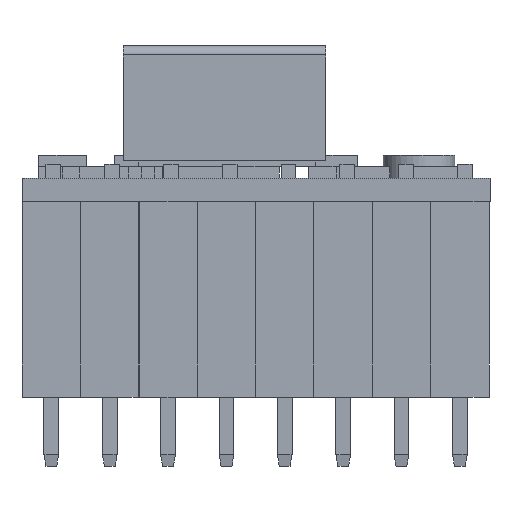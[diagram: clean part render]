
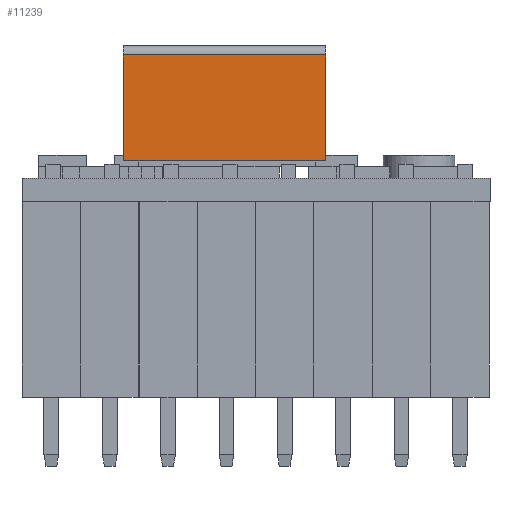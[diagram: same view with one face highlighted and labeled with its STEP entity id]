
A CAD part, front view. The second image highlights one B-rep face of the part: STEP entity #11239.
In plain terms, the highlighted planar face has unit normal (0, -1, 0).
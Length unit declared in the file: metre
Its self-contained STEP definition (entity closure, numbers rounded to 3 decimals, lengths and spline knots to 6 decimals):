
#911=FACE_OUTER_BOUND('',#1616,.T.);
#1616=EDGE_LOOP('',(#8696,#8697,#8698,#8699));
#2594=LINE('',#16678,#4027);
#2597=LINE('',#16688,#4030);
#2615=LINE('',#16739,#4048);
#2616=LINE('',#16741,#4049);
#4027=VECTOR('',#13676,0.001);
#4030=VECTOR('',#13685,0.001);
#4048=VECTOR('',#13721,0.001);
#4049=VECTOR('',#13724,0.001);
#5305=VERTEX_POINT('',#16675);
#5306=VERTEX_POINT('',#16677);
#5307=VERTEX_POINT('',#16681);
#5310=VERTEX_POINT('',#16686);
#6476=EDGE_CURVE('',#5306,#5305,#2594,.F.);
#6481=EDGE_CURVE('',#5310,#5307,#2597,.T.);
#6507=EDGE_CURVE('',#5306,#5310,#2615,.T.);
#6508=EDGE_CURVE('',#5305,#5307,#2616,.T.);
#8696=ORIENTED_EDGE('',*,*,#6481,.F.);
#8697=ORIENTED_EDGE('',*,*,#6507,.F.);
#8698=ORIENTED_EDGE('',*,*,#6476,.T.);
#8699=ORIENTED_EDGE('',*,*,#6508,.T.);
#10591=PLANE('',#12035);
#11239=ADVANCED_FACE('',(#911),#10591,.F.);
#12035=AXIS2_PLACEMENT_3D('',#16793,#13761,#13762);
#13676=DIRECTION('',(-1.,0.,0.));
#13685=DIRECTION('',(1.,0.,0.));
#13721=DIRECTION('',(0.,0.,1.));
#13724=DIRECTION('',(0.,0.,1.));
#13761=DIRECTION('center_axis',(0.,1.,0.));
#13762=DIRECTION('ref_axis',(-1.,0.,0.));
#16675=CARTESIAN_POINT('',(0.022885,-0.037834,0.011479));
#16677=CARTESIAN_POINT('',(0.014085,-0.037834,0.011479));
#16678=CARTESIAN_POINT('',(0.018485,-0.037834,0.011479));
#16681=CARTESIAN_POINT('',(0.022885,-0.037834,0.016079));
#16686=CARTESIAN_POINT('',(0.014085,-0.037834,0.016079));
#16688=CARTESIAN_POINT('',(0.018485,-0.037834,0.016079));
#16739=CARTESIAN_POINT('',(0.014085,-0.037834,0.013779));
#16741=CARTESIAN_POINT('',(0.022885,-0.037834,0.013779));
#16793=CARTESIAN_POINT('Origin',(0.022885,-0.037834,0.011229));
